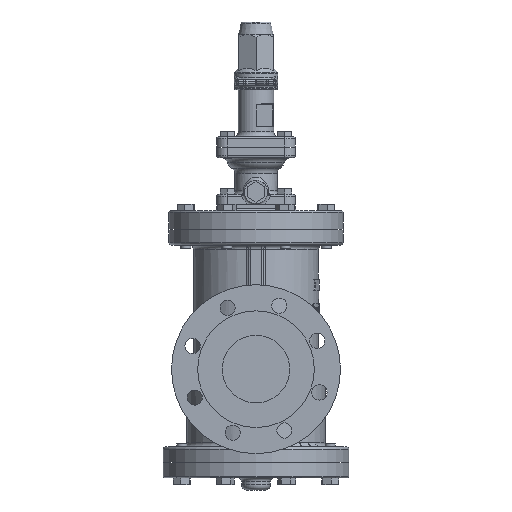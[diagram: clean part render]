
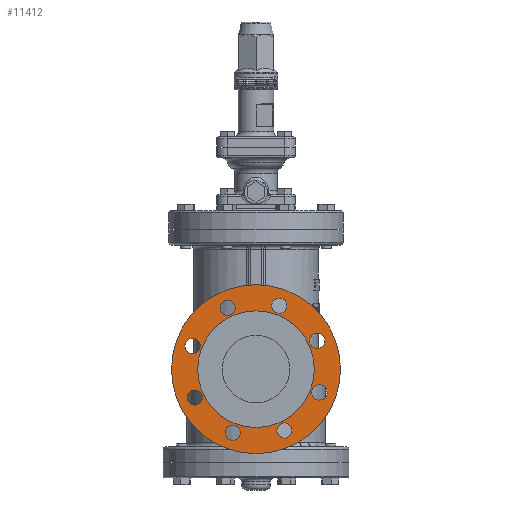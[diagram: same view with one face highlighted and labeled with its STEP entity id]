
A CAD part, left-side view. The second image highlights one B-rep face of the part: STEP entity #11412.
In plain terms, the highlighted planar face has unit normal (-1, 0, 0).
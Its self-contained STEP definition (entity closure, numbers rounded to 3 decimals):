
#2340=PLANE('',#12668);
#2578=FACE_BOUND('',#4253,.T.);
#2579=FACE_BOUND('',#4254,.T.);
#2580=FACE_BOUND('',#4255,.T.);
#2581=FACE_BOUND('',#4256,.T.);
#2582=FACE_BOUND('',#4257,.T.);
#2583=FACE_BOUND('',#4258,.T.);
#2584=FACE_BOUND('',#4259,.T.);
#2585=FACE_BOUND('',#4260,.T.);
#2586=FACE_BOUND('',#4261,.T.);
#3301=FACE_OUTER_BOUND('',#4252,.T.);
#4252=EDGE_LOOP('',(#10450));
#4253=EDGE_LOOP('',(#10451));
#4254=EDGE_LOOP('',(#10452));
#4255=EDGE_LOOP('',(#10453));
#4256=EDGE_LOOP('',(#10454));
#4257=EDGE_LOOP('',(#10455));
#4258=EDGE_LOOP('',(#10456));
#4259=EDGE_LOOP('',(#10457));
#4260=EDGE_LOOP('',(#10458));
#4261=EDGE_LOOP('',(#10459));
#4778=CIRCLE('',#12648,100.);
#4779=CIRCLE('',#12650,9.);
#4780=CIRCLE('',#12652,9.);
#4781=CIRCLE('',#12654,9.);
#4782=CIRCLE('',#12656,9.);
#4783=CIRCLE('',#12658,9.);
#4784=CIRCLE('',#12660,9.);
#4785=CIRCLE('',#12662,9.);
#4786=CIRCLE('',#12664,9.);
#4787=CIRCLE('',#12666,69.);
#5792=VERTEX_POINT('',#22120);
#5793=VERTEX_POINT('',#22123);
#5794=VERTEX_POINT('',#22126);
#5795=VERTEX_POINT('',#22129);
#5796=VERTEX_POINT('',#22132);
#5797=VERTEX_POINT('',#22135);
#5798=VERTEX_POINT('',#22138);
#5799=VERTEX_POINT('',#22141);
#5800=VERTEX_POINT('',#22144);
#5801=VERTEX_POINT('',#22147);
#7345=EDGE_CURVE('',#5792,#5792,#4778,.T.);
#7346=EDGE_CURVE('',#5793,#5793,#4779,.T.);
#7347=EDGE_CURVE('',#5794,#5794,#4780,.T.);
#7348=EDGE_CURVE('',#5795,#5795,#4781,.T.);
#7349=EDGE_CURVE('',#5796,#5796,#4782,.T.);
#7350=EDGE_CURVE('',#5797,#5797,#4783,.T.);
#7351=EDGE_CURVE('',#5798,#5798,#4784,.T.);
#7352=EDGE_CURVE('',#5799,#5799,#4785,.T.);
#7353=EDGE_CURVE('',#5800,#5800,#4786,.T.);
#7354=EDGE_CURVE('',#5801,#5801,#4787,.T.);
#10450=ORIENTED_EDGE('',*,*,#7345,.F.);
#10451=ORIENTED_EDGE('',*,*,#7346,.T.);
#10452=ORIENTED_EDGE('',*,*,#7347,.T.);
#10453=ORIENTED_EDGE('',*,*,#7348,.T.);
#10454=ORIENTED_EDGE('',*,*,#7349,.T.);
#10455=ORIENTED_EDGE('',*,*,#7350,.T.);
#10456=ORIENTED_EDGE('',*,*,#7351,.T.);
#10457=ORIENTED_EDGE('',*,*,#7352,.T.);
#10458=ORIENTED_EDGE('',*,*,#7353,.T.);
#10459=ORIENTED_EDGE('',*,*,#7354,.F.);
#11412=ADVANCED_FACE('',(#3301,#2578,#2579,#2580,#2581,#2582,#2583,#2584,
#2585,#2586),#2340,.F.);
#12648=AXIS2_PLACEMENT_3D('',#22121,#15957,#15958);
#12650=AXIS2_PLACEMENT_3D('',#22124,#15961,#15962);
#12652=AXIS2_PLACEMENT_3D('',#22127,#15965,#15966);
#12654=AXIS2_PLACEMENT_3D('',#22130,#15969,#15970);
#12656=AXIS2_PLACEMENT_3D('',#22133,#15973,#15974);
#12658=AXIS2_PLACEMENT_3D('',#22136,#15977,#15978);
#12660=AXIS2_PLACEMENT_3D('',#22139,#15981,#15982);
#12662=AXIS2_PLACEMENT_3D('',#22142,#15985,#15986);
#12664=AXIS2_PLACEMENT_3D('',#22145,#15989,#15990);
#12666=AXIS2_PLACEMENT_3D('',#22148,#15993,#15994);
#12668=AXIS2_PLACEMENT_3D('',#22151,#15997,#15998);
#15957=DIRECTION('center_axis',(1.,0.,0.));
#15958=DIRECTION('ref_axis',(0.,-1.,0.));
#15961=DIRECTION('center_axis',(1.,0.,0.));
#15962=DIRECTION('ref_axis',(0.,-0.707,-0.707));
#15965=DIRECTION('center_axis',(1.,0.,0.));
#15966=DIRECTION('ref_axis',(0.,-1.,0.));
#15969=DIRECTION('center_axis',(1.,0.,0.));
#15970=DIRECTION('ref_axis',(0.,-0.707,0.707));
#15973=DIRECTION('center_axis',(1.,0.,0.));
#15974=DIRECTION('ref_axis',(0.,0.,1.));
#15977=DIRECTION('center_axis',(1.,0.,0.));
#15978=DIRECTION('ref_axis',(0.,0.707,0.707));
#15981=DIRECTION('center_axis',(1.,0.,0.));
#15982=DIRECTION('ref_axis',(0.,1.,0.));
#15985=DIRECTION('center_axis',(1.,0.,0.));
#15986=DIRECTION('ref_axis',(0.,0.707,-0.707));
#15989=DIRECTION('center_axis',(1.,0.,0.));
#15990=DIRECTION('ref_axis',(0.,0.,-1.));
#15993=DIRECTION('center_axis',(-1.,0.,0.));
#15994=DIRECTION('ref_axis',(0.,0.,-1.));
#15997=DIRECTION('center_axis',(1.,0.,0.));
#15998=DIRECTION('ref_axis',(0.,0.,-1.));
#22120=CARTESIAN_POINT('',(-152.,0.,100.));
#22121=CARTESIAN_POINT('Origin',(-152.,0.,0.));
#22123=CARTESIAN_POINT('',(-152.,39.989,78.954));
#22124=CARTESIAN_POINT('Origin',(-152.,33.625,72.59));
#22126=CARTESIAN_POINT('',(-152.,84.106,27.553));
#22127=CARTESIAN_POINT('Origin',(-152.,75.106,27.553));
#22129=CARTESIAN_POINT('',(-152.,78.954,-39.989));
#22130=CARTESIAN_POINT('Origin',(-152.,72.59,-33.625));
#22132=CARTESIAN_POINT('',(-152.,27.553,-84.106));
#22133=CARTESIAN_POINT('Origin',(-152.,27.553,-75.106));
#22135=CARTESIAN_POINT('',(-152.,-39.989,-78.954));
#22136=CARTESIAN_POINT('Origin',(-152.,-33.625,-72.59));
#22138=CARTESIAN_POINT('',(-152.,-84.106,-27.553));
#22139=CARTESIAN_POINT('Origin',(-152.,-75.106,-27.553));
#22141=CARTESIAN_POINT('',(-152.,-78.954,39.989));
#22142=CARTESIAN_POINT('Origin',(-152.,-72.59,33.625));
#22144=CARTESIAN_POINT('',(-152.,-27.553,84.106));
#22145=CARTESIAN_POINT('Origin',(-152.,-27.553,75.106));
#22147=CARTESIAN_POINT('',(-152.,0.,69.));
#22148=CARTESIAN_POINT('Origin',(-152.,0.,0.));
#22151=CARTESIAN_POINT('Origin',(-152.,0.,0.));
